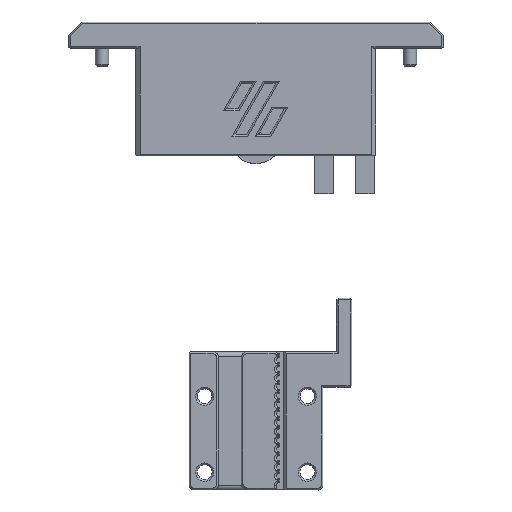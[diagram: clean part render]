
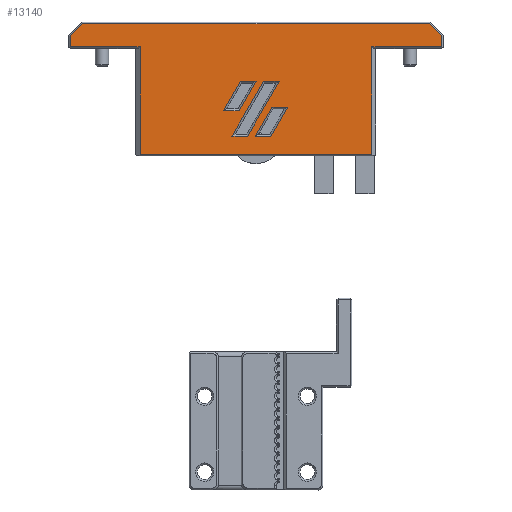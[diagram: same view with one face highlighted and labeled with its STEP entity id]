
A CAD part, top view. The second image highlights one B-rep face of the part: STEP entity #13140.
In plain terms, the highlighted face is planar.
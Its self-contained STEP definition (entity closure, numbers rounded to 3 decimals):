
#607=PLANE('',#14089);
#852=FACE_BOUND('',#4095,.T.);
#853=FACE_BOUND('',#4096,.T.);
#854=FACE_BOUND('',#4097,.T.);
#991=LINE('',#19700,#2019);
#995=LINE('',#19708,#2023);
#999=LINE('',#19716,#2027);
#1001=LINE('',#19719,#2029);
#1008=LINE('',#19734,#2036);
#1009=LINE('',#19736,#2037);
#1010=LINE('',#19738,#2038);
#1011=LINE('',#19740,#2039);
#1012=LINE('',#19742,#2040);
#1013=LINE('',#19746,#2041);
#1014=LINE('',#19750,#2042);
#1015=LINE('',#19754,#2043);
#1016=LINE('',#19758,#2044);
#1017=LINE('',#19759,#2045);
#1018=LINE('',#19762,#2046);
#1019=LINE('',#19764,#2047);
#1020=LINE('',#19766,#2048);
#1021=LINE('',#19767,#2049);
#1022=LINE('',#19770,#2050);
#1023=LINE('',#19772,#2051);
#1024=LINE('',#19774,#2052);
#1025=LINE('',#19775,#2053);
#2019=VECTOR('',#15698,10.);
#2023=VECTOR('',#15704,10.);
#2027=VECTOR('',#15710,10.);
#2029=VECTOR('',#15714,10.);
#2036=VECTOR('',#15727,10.);
#2037=VECTOR('',#15728,10.);
#2038=VECTOR('',#15729,10.);
#2039=VECTOR('',#15730,10.);
#2040=VECTOR('',#15731,10.);
#2041=VECTOR('',#15734,10.);
#2042=VECTOR('',#15737,10.);
#2043=VECTOR('',#15740,10.);
#2044=VECTOR('',#15743,10.);
#2045=VECTOR('',#15744,10.);
#2046=VECTOR('',#15745,10.);
#2047=VECTOR('',#15746,10.);
#2048=VECTOR('',#15747,10.);
#2049=VECTOR('',#15748,10.);
#2050=VECTOR('',#15749,10.);
#2051=VECTOR('',#15750,10.);
#2052=VECTOR('',#15751,10.);
#2053=VECTOR('',#15752,10.);
#3265=FACE_OUTER_BOUND('',#4094,.T.);
#4094=EDGE_LOOP('',(#9165,#9166,#9167,#9168,#9169,#9170,#9171,#9172,#9173,
#9174,#9175,#9176,#9177,#9178));
#4095=EDGE_LOOP('',(#9179,#9180,#9181,#9182));
#4096=EDGE_LOOP('',(#9183,#9184,#9185,#9186));
#4097=EDGE_LOOP('',(#9187,#9188,#9189,#9190));
#4952=CIRCLE('',#14090,0.1);
#4953=CIRCLE('',#14091,0.1);
#4954=CIRCLE('',#14092,0.1);
#4955=CIRCLE('',#14093,0.1);
#5768=VERTEX_POINT('',#19698);
#5769=VERTEX_POINT('',#19699);
#5772=VERTEX_POINT('',#19707);
#5775=VERTEX_POINT('',#19715);
#5779=VERTEX_POINT('',#19732);
#5780=VERTEX_POINT('',#19733);
#5781=VERTEX_POINT('',#19735);
#5782=VERTEX_POINT('',#19737);
#5783=VERTEX_POINT('',#19739);
#5784=VERTEX_POINT('',#19741);
#5785=VERTEX_POINT('',#19743);
#5786=VERTEX_POINT('',#19745);
#5787=VERTEX_POINT('',#19747);
#5788=VERTEX_POINT('',#19749);
#5789=VERTEX_POINT('',#19751);
#5790=VERTEX_POINT('',#19753);
#5791=VERTEX_POINT('',#19755);
#5792=VERTEX_POINT('',#19757);
#5793=VERTEX_POINT('',#19760);
#5794=VERTEX_POINT('',#19761);
#5795=VERTEX_POINT('',#19763);
#5796=VERTEX_POINT('',#19765);
#5797=VERTEX_POINT('',#19768);
#5798=VERTEX_POINT('',#19769);
#5799=VERTEX_POINT('',#19771);
#5800=VERTEX_POINT('',#19773);
#7049=EDGE_CURVE('',#5768,#5769,#991,.T.);
#7053=EDGE_CURVE('',#5769,#5772,#995,.T.);
#7057=EDGE_CURVE('',#5772,#5775,#999,.T.);
#7059=EDGE_CURVE('',#5775,#5768,#1001,.T.);
#7066=EDGE_CURVE('',#5779,#5780,#1008,.T.);
#7067=EDGE_CURVE('',#5781,#5779,#1009,.T.);
#7068=EDGE_CURVE('',#5782,#5781,#1010,.T.);
#7069=EDGE_CURVE('',#5783,#5782,#1011,.T.);
#7070=EDGE_CURVE('',#5784,#5783,#1012,.T.);
#7071=EDGE_CURVE('',#5785,#5784,#4952,.T.);
#7072=EDGE_CURVE('',#5786,#5785,#1013,.T.);
#7073=EDGE_CURVE('',#5787,#5786,#4953,.T.);
#7074=EDGE_CURVE('',#5788,#5787,#1014,.T.);
#7075=EDGE_CURVE('',#5789,#5788,#4954,.T.);
#7076=EDGE_CURVE('',#5790,#5789,#1015,.T.);
#7077=EDGE_CURVE('',#5791,#5790,#4955,.T.);
#7078=EDGE_CURVE('',#5792,#5791,#1016,.T.);
#7079=EDGE_CURVE('',#5780,#5792,#1017,.T.);
#7080=EDGE_CURVE('',#5793,#5794,#1018,.T.);
#7081=EDGE_CURVE('',#5795,#5793,#1019,.T.);
#7082=EDGE_CURVE('',#5796,#5795,#1020,.T.);
#7083=EDGE_CURVE('',#5794,#5796,#1021,.T.);
#7084=EDGE_CURVE('',#5797,#5798,#1022,.T.);
#7085=EDGE_CURVE('',#5799,#5797,#1023,.T.);
#7086=EDGE_CURVE('',#5800,#5799,#1024,.T.);
#7087=EDGE_CURVE('',#5798,#5800,#1025,.T.);
#9165=ORIENTED_EDGE('',*,*,#7066,.F.);
#9166=ORIENTED_EDGE('',*,*,#7067,.F.);
#9167=ORIENTED_EDGE('',*,*,#7068,.F.);
#9168=ORIENTED_EDGE('',*,*,#7069,.F.);
#9169=ORIENTED_EDGE('',*,*,#7070,.F.);
#9170=ORIENTED_EDGE('',*,*,#7071,.F.);
#9171=ORIENTED_EDGE('',*,*,#7072,.F.);
#9172=ORIENTED_EDGE('',*,*,#7073,.F.);
#9173=ORIENTED_EDGE('',*,*,#7074,.F.);
#9174=ORIENTED_EDGE('',*,*,#7075,.F.);
#9175=ORIENTED_EDGE('',*,*,#7076,.F.);
#9176=ORIENTED_EDGE('',*,*,#7077,.F.);
#9177=ORIENTED_EDGE('',*,*,#7078,.F.);
#9178=ORIENTED_EDGE('',*,*,#7079,.F.);
#9179=ORIENTED_EDGE('',*,*,#7080,.F.);
#9180=ORIENTED_EDGE('',*,*,#7081,.F.);
#9181=ORIENTED_EDGE('',*,*,#7082,.F.);
#9182=ORIENTED_EDGE('',*,*,#7083,.F.);
#9183=ORIENTED_EDGE('',*,*,#7084,.F.);
#9184=ORIENTED_EDGE('',*,*,#7085,.F.);
#9185=ORIENTED_EDGE('',*,*,#7086,.F.);
#9186=ORIENTED_EDGE('',*,*,#7087,.F.);
#9187=ORIENTED_EDGE('',*,*,#7049,.F.);
#9188=ORIENTED_EDGE('',*,*,#7059,.F.);
#9189=ORIENTED_EDGE('',*,*,#7057,.F.);
#9190=ORIENTED_EDGE('',*,*,#7053,.F.);
#13140=ADVANCED_FACE('',(#3265,#852,#853,#854),#607,.T.);
#14089=AXIS2_PLACEMENT_3D('',#19731,#15725,#15726);
#14090=AXIS2_PLACEMENT_3D('',#19744,#15732,#15733);
#14091=AXIS2_PLACEMENT_3D('',#19748,#15735,#15736);
#14092=AXIS2_PLACEMENT_3D('',#19752,#15738,#15739);
#14093=AXIS2_PLACEMENT_3D('',#19756,#15741,#15742);
#15698=DIRECTION('',(1.,0.,0.));
#15704=DIRECTION('',(0.5,0.,0.866));
#15710=DIRECTION('',(-1.,0.,0.));
#15714=DIRECTION('',(-0.5,0.,-0.866));
#15725=DIRECTION('center_axis',(0.,-1.,0.));
#15726=DIRECTION('ref_axis',(1.,0.,0.));
#15727=DIRECTION('',(0.,0.,-1.));
#15728=DIRECTION('',(1.,0.,0.));
#15729=DIRECTION('',(0.,0.,1.));
#15730=DIRECTION('',(1.,0.,0.));
#15731=DIRECTION('',(0.,0.,1.));
#15732=DIRECTION('center_axis',(0.,1.,0.));
#15733=DIRECTION('ref_axis',(-0.924,0.,-0.383));
#15734=DIRECTION('',(-0.707,0.,0.707));
#15735=DIRECTION('center_axis',(0.,1.,0.));
#15736=DIRECTION('ref_axis',(-0.383,0.,-0.924));
#15737=DIRECTION('',(-1.,0.,0.));
#15738=DIRECTION('center_axis',(0.,1.,0.));
#15739=DIRECTION('ref_axis',(0.383,0.,-0.924));
#15740=DIRECTION('',(-0.707,0.,-0.707));
#15741=DIRECTION('center_axis',(0.,1.,0.));
#15742=DIRECTION('ref_axis',(0.924,0.,-0.383));
#15743=DIRECTION('',(0.,0.,-1.));
#15744=DIRECTION('',(1.,0.,0.));
#15745=DIRECTION('',(-1.,0.,0.));
#15746=DIRECTION('',(0.5,0.,0.866));
#15747=DIRECTION('',(1.,0.,0.));
#15748=DIRECTION('',(-0.5,0.,-0.866));
#15749=DIRECTION('',(-1.,0.,0.));
#15750=DIRECTION('',(0.5,0.,0.866));
#15751=DIRECTION('',(1.,0.,0.));
#15752=DIRECTION('',(-0.5,0.,-0.866));
#19698=CARTESIAN_POINT('',(19.912,0.,13.061));
#19699=CARTESIAN_POINT('',(23.434,0.,13.061));
#19700=CARTESIAN_POINT('',(11.601,0.,13.061));
#19707=CARTESIAN_POINT('',(27.207,0.,19.597));
#19708=CARTESIAN_POINT('',(19.39,0.,6.058));
#19715=CARTESIAN_POINT('',(23.686,0.,19.597));
#19716=CARTESIAN_POINT('',(11.958,0.,19.597));
#19719=CARTESIAN_POINT('',(14.768,0.,4.152));
#19731=CARTESIAN_POINT('Origin',(0.,0.,0.));
#19732=CARTESIAN_POINT('',(53.,0.,23.6));
#19733=CARTESIAN_POINT('',(53.,0.,-0.4));
#19734=CARTESIAN_POINT('',(53.,0.,0.));
#19735=CARTESIAN_POINT('',(1.,0.,23.6));
#19736=CARTESIAN_POINT('',(13.5,0.,23.6));
#19737=CARTESIAN_POINT('',(1.,0.,-0.4));
#19738=CARTESIAN_POINT('',(1.,0.,0.));
#19739=CARTESIAN_POINT('',(-14.6,0.,-0.4));
#19740=CARTESIAN_POINT('',(13.5,0.,-0.4));
#19741=CARTESIAN_POINT('',(-14.6,0.,-2.793));
#19742=CARTESIAN_POINT('',(-14.6,0.,0.));
#19743=CARTESIAN_POINT('',(-14.571,0.,-2.864));
#19744=CARTESIAN_POINT('Origin',(-14.5,0.,-2.793));
#19745=CARTESIAN_POINT('',(-11.864,0.,-5.571));
#19746=CARTESIAN_POINT('',(-10.217,0.,-7.217));
#19747=CARTESIAN_POINT('',(-11.793,0.,-5.6));
#19748=CARTESIAN_POINT('Origin',(-11.793,0.,-5.5));
#19749=CARTESIAN_POINT('',(65.793,0.,-5.6));
#19750=CARTESIAN_POINT('',(13.5,0.,-5.6));
#19751=CARTESIAN_POINT('',(65.864,0.,-5.571));
#19752=CARTESIAN_POINT('Origin',(65.793,0.,-5.5));
#19753=CARTESIAN_POINT('',(68.571,0.,-2.864));
#19754=CARTESIAN_POINT('',(52.217,0.,-19.217));
#19755=CARTESIAN_POINT('',(68.6,0.,-2.793));
#19756=CARTESIAN_POINT('Origin',(68.5,0.,-2.793));
#19757=CARTESIAN_POINT('',(68.6,0.,-0.4));
#19758=CARTESIAN_POINT('',(68.6,0.,0.));
#19759=CARTESIAN_POINT('',(13.5,0.,-0.4));
#19760=CARTESIAN_POINT('',(32.404,0.,19.597));
#19761=CARTESIAN_POINT('',(28.882,0.,19.597));
#19762=CARTESIAN_POINT('',(14.556,0.,19.597));
#19763=CARTESIAN_POINT('',(25.318,0.,7.325));
#19764=CARTESIAN_POINT('',(23.937,0.,4.933));
#19765=CARTESIAN_POINT('',(21.796,0.,7.325));
#19766=CARTESIAN_POINT('',(12.544,0.,7.325));
#19767=CARTESIAN_POINT('',(17.659,0.,0.159));
#19768=CARTESIAN_POINT('',(34.288,0.,13.861));
#19769=CARTESIAN_POINT('',(30.766,0.,13.861));
#19770=CARTESIAN_POINT('',(15.499,0.,13.861));
#19771=CARTESIAN_POINT('',(30.514,0.,7.325));
#19772=CARTESIAN_POINT('',(26.828,0.,0.939));
#19773=CARTESIAN_POINT('',(26.993,0.,7.325));
#19774=CARTESIAN_POINT('',(15.142,0.,7.325));
#19775=CARTESIAN_POINT('',(22.206,0.,-0.966));
